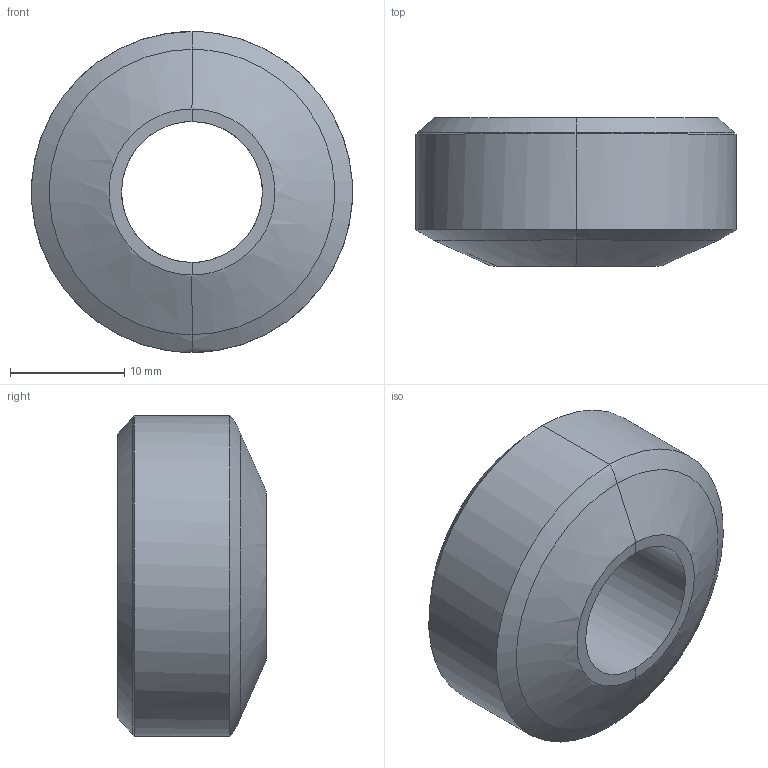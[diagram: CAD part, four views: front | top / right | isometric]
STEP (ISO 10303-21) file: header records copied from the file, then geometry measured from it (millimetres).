
FILE_DESCRIPTION(/* description */ (''),/* implementation_level */ '2;1');
FILE_NAME(/* name */ 'OB38B2~1',/* time_stamp */ '2025-11-24T23:41:24+08:00',/* author */ (''),/* organization */ (''),/* preprocessor_version */ 'ST-DEVELOPER v16.5',/* originating_system */ '',/* authorisation */ '');
FILE_SCHEMA (('CONFIG_CONTROL_DESIGN'));
Length unit declared in the file: millimetre
Products named in the file (1): Document
Bounding box: 28.09 x 13 x 28.14 mm (x, y, z)
Volume: 5685.2 mm3; surface area: 2337.1 mm2
Topology: 1 solids, 1 shells, 19 faces, 40 edges, 22 vertices
Faces by surface type: bspline 10, cylinder 6, plane 3
Entity records: 865 total; most frequent: CARTESIAN_POINT 537, ORIENTED_EDGE 80, EDGE_CURVE 40, VERTEX_POINT 22, EDGE_LOOP 20, ADVANCED_FACE 19, FACE_OUTER_BOUND 19, DIRECTION 13
